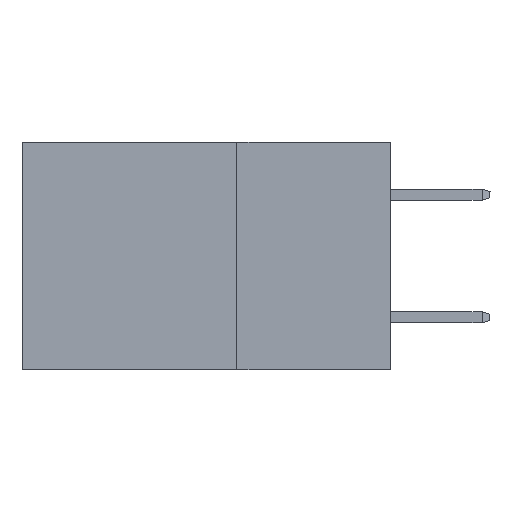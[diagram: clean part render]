
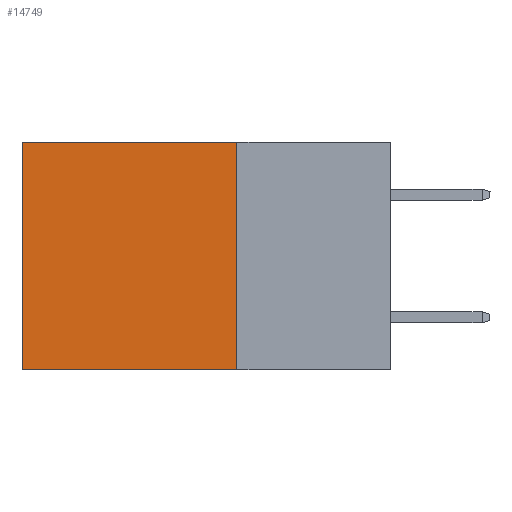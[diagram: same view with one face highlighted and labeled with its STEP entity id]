
A CAD part, left-side view. The second image highlights one B-rep face of the part: STEP entity #14749.
In plain terms, the highlighted planar face has unit normal (-1, 0, 0).
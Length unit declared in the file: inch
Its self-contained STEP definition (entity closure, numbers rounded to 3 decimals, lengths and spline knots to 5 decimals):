
#1124 = CARTESIAN_POINT ( 'NONE',  ( 0.2875, 0.25, 0. ) ) ;
#1633 = FACE_OUTER_BOUND ( 'NONE', #5905, .T. ) ;
#1784 = VECTOR ( 'NONE', #24413, 39.37008 ) ;
#2887 = LINE ( 'NONE', #5371, #18739 ) ;
#3696 = DIRECTION ( 'NONE',  ( 1., 0., 0. ) ) ;
#3876 = CARTESIAN_POINT ( 'NONE',  ( 0.2875, 0.25, 0. ) ) ;
#4047 = ORIENTED_EDGE ( 'NONE', *, *, #10477, .F. ) ;
#5371 = CARTESIAN_POINT ( 'NONE',  ( 0.2875, 0.25, -0.37 ) ) ;
#5531 = CARTESIAN_POINT ( 'NONE',  ( 0.2875, 0.6, 0. ) ) ;
#5800 = CARTESIAN_POINT ( 'NONE',  ( 0.2875, 0.25, -0.37 ) ) ;
#5905 = EDGE_LOOP ( 'NONE', ( #15703, #10621, #4047, #20867 ) ) ;
#6477 = AXIS2_PLACEMENT_3D ( 'NONE', #16069, #3696, #18136 ) ;
#6675 = VERTEX_POINT ( 'NONE', #5531 ) ;
#9860 = PLANE ( 'NONE',  #6477 ) ;
#10477 = EDGE_CURVE ( 'NONE', #22488, #13296, #24888, .T. ) ;
#10621 = ORIENTED_EDGE ( 'NONE', *, *, #24533, .F. ) ;
#12190 = EDGE_CURVE ( 'NONE', #6675, #22644, #18802, .T. ) ;
#13296 = VERTEX_POINT ( 'NONE', #5800 ) ;
#13520 = DIRECTION ( 'NONE',  ( 0., 1., 0. ) ) ;
#14749 = ADVANCED_FACE ( 'NONE', ( #1633 ), #9860, .F. ) ;
#14965 = CARTESIAN_POINT ( 'NONE',  ( 0.2875, 0.6, -0.37 ) ) ;
#15241 = EDGE_CURVE ( 'NONE', #22488, #6675, #22211, .T. ) ;
#15703 = ORIENTED_EDGE ( 'NONE', *, *, #12190, .T. ) ;
#16069 = CARTESIAN_POINT ( 'NONE',  ( 0.2875, 0.25, 0. ) ) ;
#18136 = DIRECTION ( 'NONE',  ( 0., 0., -1. ) ) ;
#18572 = CARTESIAN_POINT ( 'NONE',  ( 0.2875, 0.25, 0. ) ) ;
#18739 = VECTOR ( 'NONE', #23847, 39.37008 ) ;
#18802 = LINE ( 'NONE', #22914, #24161 ) ;
#18861 = DIRECTION ( 'NONE',  ( 0., 0., -1. ) ) ;
#20867 = ORIENTED_EDGE ( 'NONE', *, *, #15241, .T. ) ;
#21547 = VECTOR ( 'NONE', #13520, 39.37008 ) ;
#22211 = LINE ( 'NONE', #1124, #21547 ) ;
#22488 = VERTEX_POINT ( 'NONE', #18572 ) ;
#22644 = VERTEX_POINT ( 'NONE', #14965 ) ;
#22914 = CARTESIAN_POINT ( 'NONE',  ( 0.2875, 0.6, 0. ) ) ;
#23847 = DIRECTION ( 'NONE',  ( 0., 1., 0. ) ) ;
#24161 = VECTOR ( 'NONE', #18861, 39.37008 ) ;
#24413 = DIRECTION ( 'NONE',  ( 0., 0., -1. ) ) ;
#24533 = EDGE_CURVE ( 'NONE', #13296, #22644, #2887, .T. ) ;
#24888 = LINE ( 'NONE', #3876, #1784 ) ;
